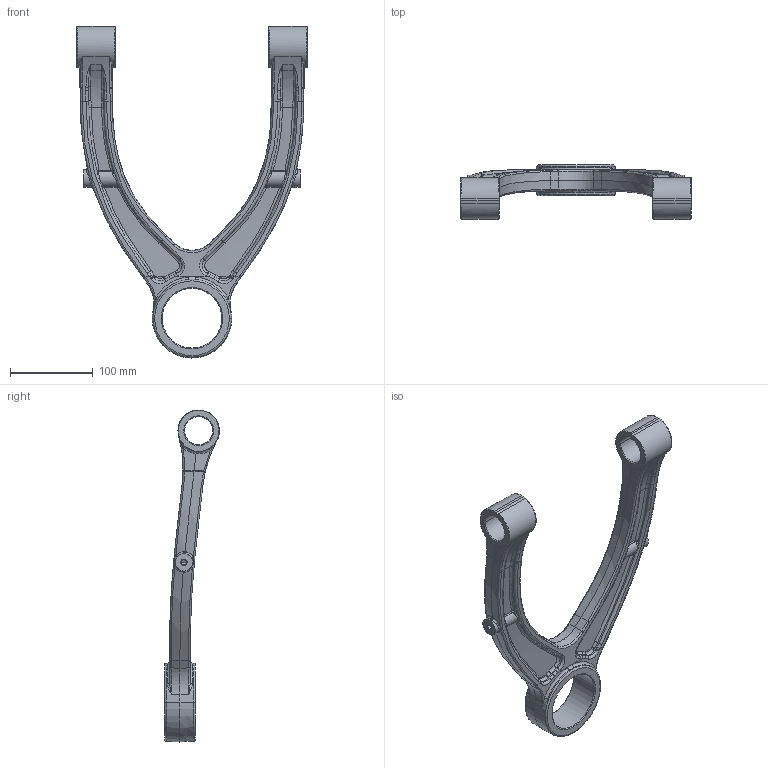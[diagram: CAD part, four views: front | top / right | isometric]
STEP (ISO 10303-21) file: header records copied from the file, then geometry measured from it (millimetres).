
FILE_DESCRIPTION( ( 'STEP AP203' ), '1' );
FILE_NAME( 'wish.step', ' ', ( ' ' ), ( ' ' ), 'PSStep 22.0.50', ' ', ' ' );
FILE_SCHEMA( ( 'CONFIG_CONTROL_DESIGN' ) );
Length unit declared in the file: metre
Products named in the file (1): 1
Bounding box: 278.57 x 66.14 x 400.97 mm (x, y, z)
Volume: 694162.6 mm3; surface area: 138520.7 mm2
Topology: 1 solids, 1 shells, 571 faces, 1355 edges, 764 vertices
Faces by surface type: bspline 404, cylinder 76, plane 52, cone 26, torus 13
Entity records: 49933 total; most frequent: CARTESIAN_POINT 40234, ORIENTED_EDGE 2662, EDGE_CURVE 1331, B_SPLINE_CURVE_WITH_KNOTS 998, VERTEX_POINT 764, DIRECTION 762, EDGE_LOOP 579, ADVANCED_FACE 571
